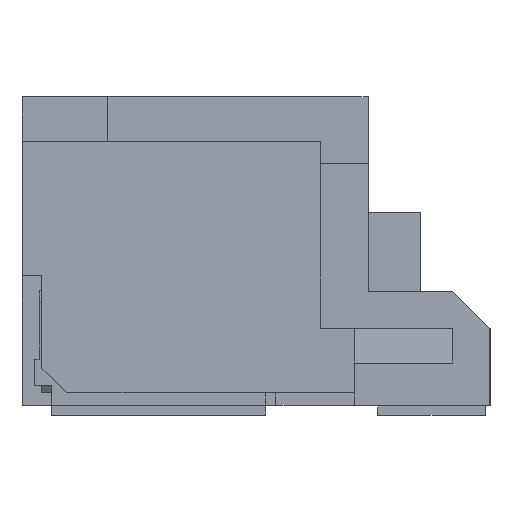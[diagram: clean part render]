
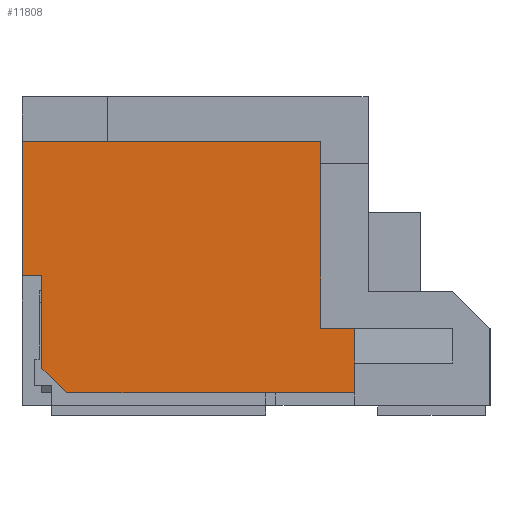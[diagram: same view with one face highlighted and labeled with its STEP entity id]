
A CAD part, left-side view. The second image highlights one B-rep face of the part: STEP entity #11808.
In plain terms, the highlighted planar face has unit normal (-1, 0, 0).
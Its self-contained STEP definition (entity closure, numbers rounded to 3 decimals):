
#25=DIRECTION('',(0.,0.,-1.));
#26=VECTOR('',#25,2.7);
#27=CARTESIAN_POINT('',(-16.,4.9,2.36));
#28=LINE('',#27,#26);
#149=DIRECTION('',(0.,0.,1.));
#150=VECTOR('',#149,3.75);
#151=CARTESIAN_POINT('',(-16.,-1.1,-1.39));
#152=LINE('',#151,#150);
#289=DIRECTION('',(0.,1.,0.));
#290=VECTOR('',#289,0.684);
#291=CARTESIAN_POINT('',(-16.,-1.784,
-1.39));
#292=LINE('',#291,#290);
#3225=DIRECTION('',(0.,0.,1.));
#3226=VECTOR('',#3225,0.6);
#3227=CARTESIAN_POINT('',(-16.,-1.784,
-2.69));
#3228=LINE('',#3227,#3226);
#3237=DIRECTION('',(0.,-1.,0.));
#3238=VECTOR('',#3237,5.784);
#3239=CARTESIAN_POINT('',(-16.,4.,-2.69));
#3240=LINE('',#3239,#3238);
#3273=DIRECTION('',(0.,0.,-1.));
#3274=VECTOR('',#3273,1.85);
#3275=CARTESIAN_POINT('',(-16.,4.5,-0.34));
#3276=LINE('',#3275,#3274);
#3293=DIRECTION('',(0.,1.,0.));
#3294=VECTOR('',#3293,0.4);
#3295=CARTESIAN_POINT('',(-16.,4.5,-0.34));
#3296=LINE('',#3295,#3294);
#3297=DIRECTION('',(0.,-1.,0.));
#3298=VECTOR('',#3297,6.);
#3299=CARTESIAN_POINT('',(-16.,4.9,2.36));
#3300=LINE('',#3299,#3298);
#3301=DIRECTION('',(0.,0.,-1.));
#3302=VECTOR('',#3301,0.7);
#3303=CARTESIAN_POINT('',(-16.,-1.784,
-1.39));
#3304=LINE('',#3303,#3302);
#3305=DIRECTION('',(0.,-0.707,-0.707));
#3306=VECTOR('',#3305,0.707);
#3307=CARTESIAN_POINT('',(-16.,4.5,-2.19));
#3308=LINE('',#3307,#3306);
#5641=CARTESIAN_POINT('',(-16.,-1.1,-1.39));
#5642=CARTESIAN_POINT('',(-16.,-1.1,2.36));
#5643=VERTEX_POINT('',#5641);
#5644=VERTEX_POINT('',#5642);
#5841=CARTESIAN_POINT('',(-16.,4.5,-0.34));
#5842=CARTESIAN_POINT('',(-16.,4.5,-2.19));
#5843=VERTEX_POINT('',#5841);
#5844=VERTEX_POINT('',#5842);
#5859=CARTESIAN_POINT('',(-16.,-1.784,
-2.09));
#5861=VERTEX_POINT('',#5859);
#5863=CARTESIAN_POINT('',(-16.,-1.784,
-2.69));
#5864=VERTEX_POINT('',#5863);
#5887=CARTESIAN_POINT('',(-16.,4.9,2.36));
#5888=VERTEX_POINT('',#5887);
#5927=CARTESIAN_POINT('',(-16.,4.,-2.69));
#5928=VERTEX_POINT('',#5927);
#6027=CARTESIAN_POINT('',(-16.,-1.784,
-1.39));
#6028=VERTEX_POINT('',#6027);
#6045=CARTESIAN_POINT('',(-16.,4.9,-0.34));
#6046=VERTEX_POINT('',#6045);
#11789=CARTESIAN_POINT('',(-16.,4.9,-0.34));
#11790=DIRECTION('',(1.,0.,0.));
#11791=DIRECTION('',(0.,0.,1.));
#11792=AXIS2_PLACEMENT_3D('',#11789,#11790,#11791);
#11793=PLANE('',#11792);
#11794=ORIENTED_EDGE('',*,*,#11745,.F.);
#11795=ORIENTED_EDGE('',*,*,#11782,.T.);
#11796=ORIENTED_EDGE('',*,*,#7035,.F.);
#11797=ORIENTED_EDGE('',*,*,#7133,.T.);
#11798=ORIENTED_EDGE('',*,*,#7188,.F.);
#11799=ORIENTED_EDGE('',*,*,#7342,.F.);
#11801=ORIENTED_EDGE('',*,*,#11800,.T.);
#11802=ORIENTED_EDGE('',*,*,#11678,.F.);
#11803=ORIENTED_EDGE('',*,*,#11698,.F.);
#11805=ORIENTED_EDGE('',*,*,#11804,.F.);
#11806=EDGE_LOOP('',(#11794,#11795,#11796,#11797,#11798,#11799,#11801,#11802,
#11803,#11805));
#11807=FACE_OUTER_BOUND('',#11806,.F.);
#11808=ADVANCED_FACE('',(#11807),#11793,.F.);
#7035=EDGE_CURVE('',#5888,#6046,#28,.T.);
#7133=EDGE_CURVE('',#5888,#5644,#3300,.T.);
#7188=EDGE_CURVE('',#5643,#5644,#152,.T.);
#7342=EDGE_CURVE('',#6028,#5643,#292,.T.);
#11678=EDGE_CURVE('',#5864,#5861,#3228,.T.);
#11698=EDGE_CURVE('',#5928,#5864,#3240,.T.);
#11745=EDGE_CURVE('',#5843,#5844,#3276,.T.);
#11782=EDGE_CURVE('',#5843,#6046,#3296,.T.);
#11800=EDGE_CURVE('',#6028,#5861,#3304,.T.);
#11804=EDGE_CURVE('',#5844,#5928,#3308,.T.);
